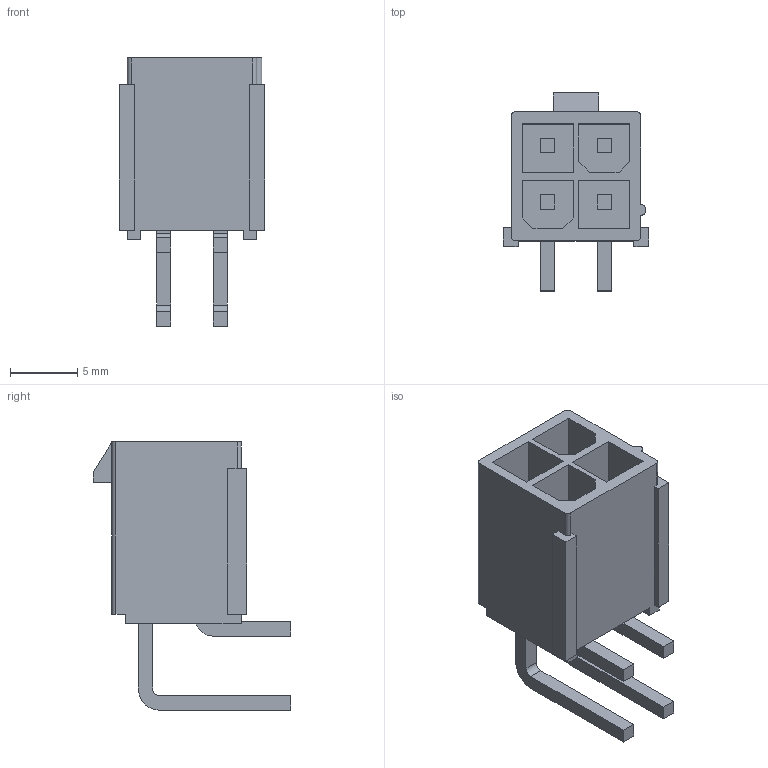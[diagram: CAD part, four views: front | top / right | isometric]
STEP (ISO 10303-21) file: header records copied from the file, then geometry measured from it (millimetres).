
FILE_DESCRIPTION (( 'STEP AP214' ), '1' );
FILE_NAME ('MiniFit-2x2R - Molex 87427-0402.STEP', '2023-05-24T11:44:45', ( 'Elessar' ), ( '' ), 'SwSTEP 2.0', 'SolidWorks 2018', '' );
FILE_SCHEMA (( 'AUTOMOTIVE_DESIGN' ));
Length unit declared in the file: millimetre
Products named in the file (1): MiniFit-2x2R - Molex 87427-0402
Bounding box: 10.8 x 14.7 x 19.93 mm (x, y, z)
Volume: 771.1 mm3; surface area: 1635.8 mm2
Topology: 1 solids, 1 shells, 115 faces, 301 edges, 200 vertices
Faces by surface type: plane 102, cylinder 13
Entity records: 4135 total; most frequent: CARTESIAN_POINT 617, ORIENTED_EDGE 602, DIRECTION 559, EDGE_CURVE 301, LINE 275, VECTOR 275, VERTEX_POINT 200, AXIS2_PLACEMENT_3D 142
